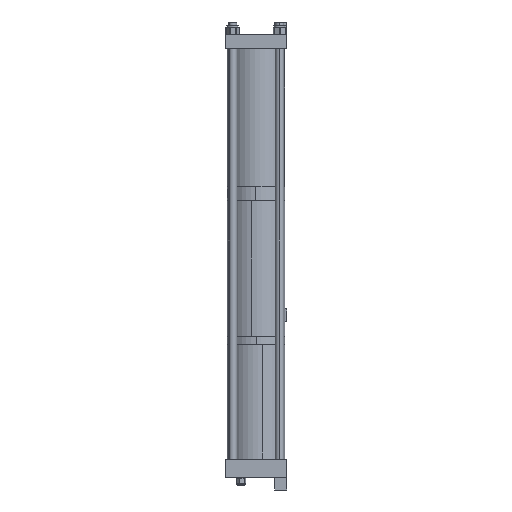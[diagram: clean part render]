
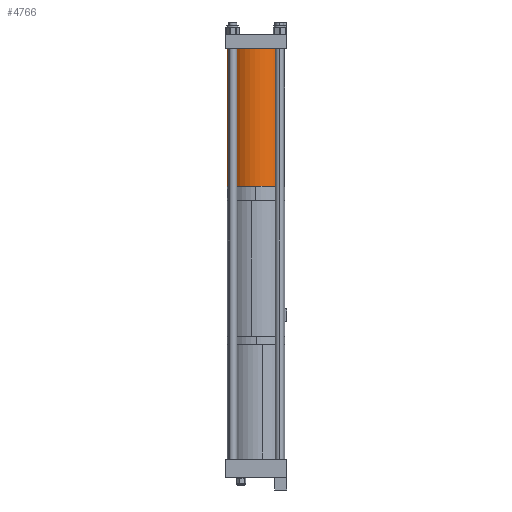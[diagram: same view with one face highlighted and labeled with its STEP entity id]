
A CAD part, left-side view. The second image highlights one B-rep face of the part: STEP entity #4766.
In plain terms, the highlighted cylindrical face has radius 88.9 mm (diameter 177.8 mm), a partial arc.
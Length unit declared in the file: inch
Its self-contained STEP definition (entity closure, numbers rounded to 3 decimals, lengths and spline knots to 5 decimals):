
#554 = DIRECTION ( 'NONE',  ( 0., 0., -1. ) ) ;
#565 = AXIS2_PLACEMENT_3D ( 'NONE', #15854, #7405, #5776 ) ;
#1319 = DIRECTION ( 'NONE',  ( 1., 0., 0. ) ) ;
#1963 = EDGE_CURVE ( 'NONE', #17917, #14831, #7169, .T. ) ;
#2600 = CARTESIAN_POINT ( 'NONE',  ( 3.5, 0., 0. ) ) ;
#2665 = CIRCLE ( 'NONE', #14416, 3.5 ) ;
#3009 = CARTESIAN_POINT ( 'NONE',  ( 3.5, 0., 16.658 ) ) ;
#3967 = VERTEX_POINT ( 'NONE', #2600 ) ;
#4766 = ADVANCED_FACE ( 'NONE', ( #12851 ), #4900, .T. ) ;
#4900 = CYLINDRICAL_SURFACE ( 'NONE', #16552, 3.5 ) ;
#5533 = CARTESIAN_POINT ( 'NONE',  ( 0., 0., 16.658 ) ) ;
#5776 = DIRECTION ( 'NONE',  ( 1., 0., 0. ) ) ;
#6309 = CARTESIAN_POINT ( 'NONE',  ( -3.5, 0., 16.658 ) ) ;
#7003 = LINE ( 'NONE', #3009, #8958 ) ;
#7037 = DIRECTION ( 'NONE',  ( 0., 0., -1. ) ) ;
#7169 = LINE ( 'NONE', #8384, #11801 ) ;
#7405 = DIRECTION ( 'NONE',  ( 0., 0., 1. ) ) ;
#7656 = DIRECTION ( 'NONE',  ( -1., 0., 0. ) ) ;
#8036 = ORIENTED_EDGE ( 'NONE', *, *, #15789, .F. ) ;
#8051 = EDGE_LOOP ( 'NONE', ( #8036, #8148, #11365, #14484 ) ) ;
#8148 = ORIENTED_EDGE ( 'NONE', *, *, #8661, .T. ) ;
#8384 = CARTESIAN_POINT ( 'NONE',  ( -3.5, 0., 16.658 ) ) ;
#8501 = CARTESIAN_POINT ( 'NONE',  ( 3.5, 0., 16.658 ) ) ;
#8661 = EDGE_CURVE ( 'NONE', #16792, #3967, #7003, .T. ) ;
#8958 = VECTOR ( 'NONE', #7037, 39.37008 ) ;
#9755 = DIRECTION ( 'NONE',  ( 0., 0., 1. ) ) ;
#10369 = CARTESIAN_POINT ( 'NONE',  ( 0., 0., 16.658 ) ) ;
#10678 = CIRCLE ( 'NONE', #565, 3.5 ) ;
#11365 = ORIENTED_EDGE ( 'NONE', *, *, #13190, .T. ) ;
#11801 = VECTOR ( 'NONE', #12694, 39.37008 ) ;
#12694 = DIRECTION ( 'NONE',  ( 0., 0., -1. ) ) ;
#12851 = FACE_OUTER_BOUND ( 'NONE', #8051, .T. ) ;
#13190 = EDGE_CURVE ( 'NONE', #3967, #14831, #10678, .T. ) ;
#14416 = AXIS2_PLACEMENT_3D ( 'NONE', #5533, #9755, #1319 ) ;
#14484 = ORIENTED_EDGE ( 'NONE', *, *, #1963, .F. ) ;
#14831 = VERTEX_POINT ( 'NONE', #16137 ) ;
#15789 = EDGE_CURVE ( 'NONE', #16792, #17917, #2665, .T. ) ;
#15854 = CARTESIAN_POINT ( 'NONE',  ( 0., 0., 0. ) ) ;
#16137 = CARTESIAN_POINT ( 'NONE',  ( -3.5, 0., 0. ) ) ;
#16552 = AXIS2_PLACEMENT_3D ( 'NONE', #10369, #554, #7656 ) ;
#16792 = VERTEX_POINT ( 'NONE', #8501 ) ;
#17917 = VERTEX_POINT ( 'NONE', #6309 ) ;
